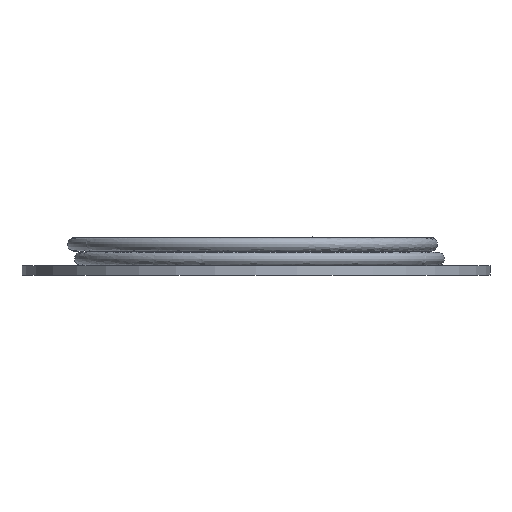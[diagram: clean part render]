
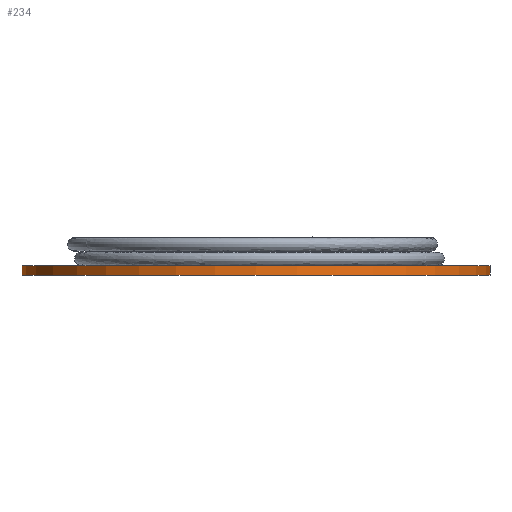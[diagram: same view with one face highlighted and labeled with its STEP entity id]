
A CAD part, left-side view. The second image highlights one B-rep face of the part: STEP entity #234.
In plain terms, the highlighted cylindrical face has radius 25 mm (diameter 50 mm), a full revolution.
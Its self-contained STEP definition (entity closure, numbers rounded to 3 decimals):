
#234 = ADVANCED_FACE( '', ( #511, #512 ), #513, .T. );
#511 = FACE_OUTER_BOUND( '', #2774, .T. );
#512 = FACE_OUTER_BOUND( '', #2775, .T. );
#513 = CYLINDRICAL_SURFACE( '', #2776, 25. );
#2774 = EDGE_LOOP( '', ( #3405 ) );
#2775 = EDGE_LOOP( '', ( #3406 ) );
#2776 = AXIS2_PLACEMENT_3D( '', #3407, #3408, #3409 );
#3405 = ORIENTED_EDGE( '', *, *, #4142, .T. );
#3406 = ORIENTED_EDGE( '', *, *, #4143, .F. );
#3407 = CARTESIAN_POINT( '', ( 0., 0., 1. ) );
#3408 = DIRECTION( '', ( 0., 0., 1. ) );
#3409 = DIRECTION( '', ( -1., 0., 0. ) );
#4142 = EDGE_CURVE( '', #4551, #4551, #4552, .T. );
#4143 = EDGE_CURVE( '', #4553, #4553, #4554, .T. );
#4551 = VERTEX_POINT( '', #5677 );
#4552 = CIRCLE( '', #5678, 25. );
#4553 = VERTEX_POINT( '', #5679 );
#4554 = CIRCLE( '', #5680, 25. );
#5677 = CARTESIAN_POINT( '', ( 25., 0., 1. ) );
#5678 = AXIS2_PLACEMENT_3D( '', #6215, #6216, #6217 );
#5679 = CARTESIAN_POINT( '', ( 25., 0., 0. ) );
#5680 = AXIS2_PLACEMENT_3D( '', #6218, #6219, #6220 );
#6215 = CARTESIAN_POINT( '', ( 0., 0., 1. ) );
#6216 = DIRECTION( '', ( 0., 0., -1. ) );
#6217 = DIRECTION( '', ( 1., 0., 0. ) );
#6218 = CARTESIAN_POINT( '', ( 0., 0., 0. ) );
#6219 = DIRECTION( '', ( 0., 0., -1. ) );
#6220 = DIRECTION( '', ( 1., 0., 0. ) );
